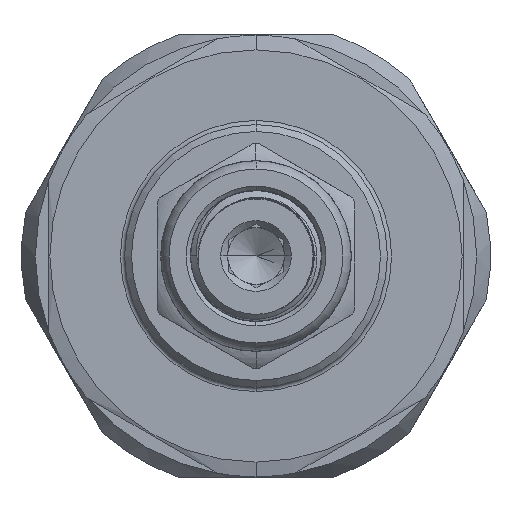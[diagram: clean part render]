
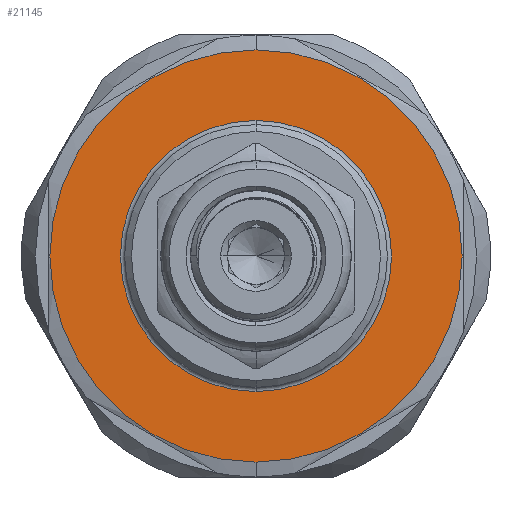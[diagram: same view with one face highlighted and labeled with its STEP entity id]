
A CAD part, left-side view. The second image highlights one B-rep face of the part: STEP entity #21145.
In plain terms, the highlighted planar face has unit normal (-1, 0, 0).
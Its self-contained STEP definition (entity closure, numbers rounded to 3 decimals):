
#448 = EDGE_LOOP ( 'NONE', ( #8572, #9030 ) ) ;
#462 = VERTEX_POINT ( 'NONE', #12243 ) ;
#463 = VERTEX_POINT ( 'NONE', #12245 ) ;
#594 = VERTEX_POINT ( 'NONE', #11946 ) ;
#759 = VERTEX_POINT ( 'NONE', #12471 ) ;
#2186 = CARTESIAN_POINT ( 'NONE',  ( -46.493, 4.986, 0. ) ) ;
#2189 = PLANE ( 'NONE',  #20609 ) ;
#2191 = DIRECTION ( 'NONE',  ( -1., 0., 0. ) ) ;
#2192 = DIRECTION ( 'NONE',  ( 0., 0., 1. ) ) ;
#2806 = ORIENTED_EDGE ( 'NONE', *, *, #7144, .F. ) ;
#2849 = ORIENTED_EDGE ( 'NONE', *, *, #7585, .F. ) ;
#7144 = EDGE_CURVE ( 'NONE', #463, #462, #8226, .T. ) ;
#7328 = EDGE_CURVE ( 'NONE', #594, #759, #7999, .T. ) ;
#7585 = EDGE_CURVE ( 'NONE', #462, #463, #14623, .T. ) ;
#7999 = CIRCLE ( 'NONE', #20855, 9.8 ) ;
#8226 = CIRCLE ( 'NONE', #20652, 14.9 ) ;
#8413 = EDGE_LOOP ( 'NONE', ( #2849, #2806 ) ) ;
#8572 = ORIENTED_EDGE ( 'NONE', *, *, #7328, .T. ) ;
#9030 = ORIENTED_EDGE ( 'NONE', *, *, #13200, .T. ) ;
#9574 = CARTESIAN_POINT ( 'NONE',  ( -46.493, -4.814, 0. ) ) ;
#9576 = DIRECTION ( 'NONE',  ( 1., 0., 0. ) ) ;
#9577 = DIRECTION ( 'NONE',  ( 0., 0., -1. ) ) ;
#10143 = DIRECTION ( 'NONE',  ( 0., 0., -1. ) ) ;
#10144 = DIRECTION ( 'NONE',  ( 1., 0., 0. ) ) ;
#10145 = CARTESIAN_POINT ( 'NONE',  ( -46.493, -4.814, 0. ) ) ;
#11436 = CARTESIAN_POINT ( 'NONE',  ( -46.493, -4.814, 0. ) ) ;
#11437 = DIRECTION ( 'NONE',  ( 1., 0., 0. ) ) ;
#11439 = DIRECTION ( 'NONE',  ( 0., 0., -1. ) ) ;
#11946 = CARTESIAN_POINT ( 'NONE',  ( -46.493, -4.814, -9.8 ) ) ;
#12243 = CARTESIAN_POINT ( 'NONE',  ( -46.493, -4.814, -14.9 ) ) ;
#12245 = CARTESIAN_POINT ( 'NONE',  ( -46.493, -4.814, 14.9 ) ) ;
#12471 = CARTESIAN_POINT ( 'NONE',  ( -46.493, -4.814, 9.8 ) ) ;
#13200 = EDGE_CURVE ( 'NONE', #759, #594, #14646, .T. ) ;
#14623 = CIRCLE ( 'NONE', #20607, 14.9 ) ;
#14646 = CIRCLE ( 'NONE', #20446, 9.8 ) ;
#16564 = DIRECTION ( 'NONE',  ( 0., 0., -1. ) ) ;
#16578 = DIRECTION ( 'NONE',  ( 1., 0., 0. ) ) ;
#16579 = CARTESIAN_POINT ( 'NONE',  ( -46.493, -4.814, 0. ) ) ;
#17200 = FACE_BOUND ( 'NONE', #448, .T. ) ;
#17221 = FACE_OUTER_BOUND ( 'NONE', #8413, .T. ) ;
#20446 = AXIS2_PLACEMENT_3D ( 'NONE', #16579, #16578, #16564 ) ;
#20607 = AXIS2_PLACEMENT_3D ( 'NONE', #11436, #11437, #11439 ) ;
#20609 = AXIS2_PLACEMENT_3D ( 'NONE', #2186, #2191, #2192 ) ;
#20652 = AXIS2_PLACEMENT_3D ( 'NONE', #9574, #9576, #9577 ) ;
#20855 = AXIS2_PLACEMENT_3D ( 'NONE', #10145, #10144, #10143 ) ;
#21145 = ADVANCED_FACE ( 'NONE', ( #17221, #17200 ), #2189, .T. ) ;
